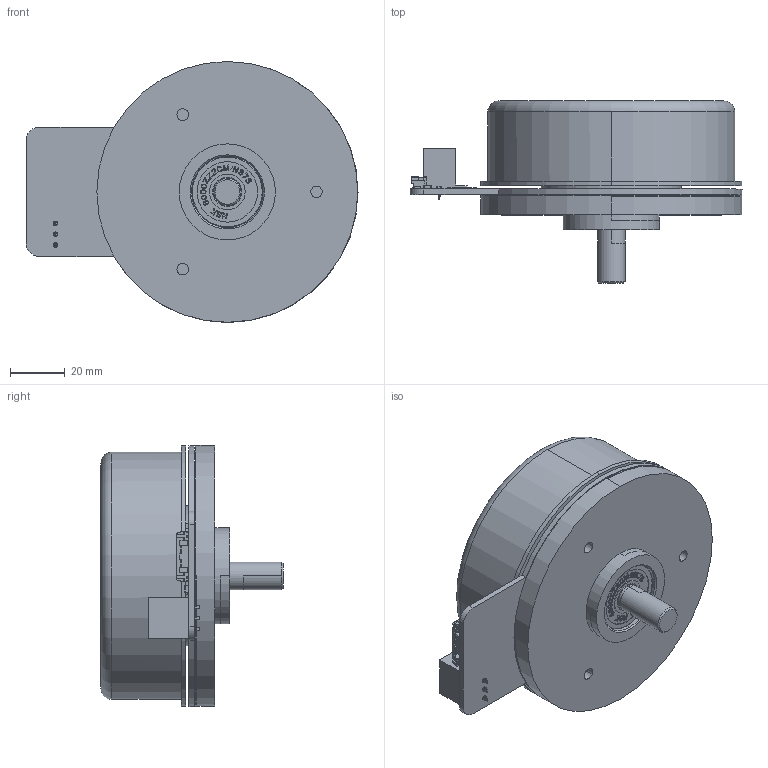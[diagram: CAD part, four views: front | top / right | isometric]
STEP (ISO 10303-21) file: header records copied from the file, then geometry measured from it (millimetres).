
FILE_DESCRIPTION(/* description */ (''),/* implementation_level */ '2;1');
FILE_NAME(/* name */ 'DFA90L048017-E.stp',/* time_stamp */ '2021-02-03T10:05:17+01:00',/* author */ ('angelika.schneid'),/* organization */ (''),/* preprocessor_version */ 'ST-DEVELOPER v17.2',/* originating_system */ 'Autodesk Inventor 2019',/* authorisation */ '');
FILE_SCHEMA (('AUTOMOTIVE_DESIGN { 1 0 10303 214 3 1 1 }'));
Products named in the file (1): FL90BLW42-48V-16170A-EN-3D
Bounding box: 120.91 x 66.4 x 95.07 mm (x, y, z)
Volume: 151427.4 mm3; surface area: 72871.5 mm2
Topology: 2 solids, 2 shells, 2030 faces, 5537 edges, 3380 vertices
Faces by surface type: plane 1361, cylinder 492, sphere 142, cone 16, torus 15, bspline 4
Entity records: 63061 total; most frequent: CARTESIAN_POINT 11468, ORIENTED_EDGE 10888, DIRECTION 10545, EDGE_CURVE 5444, LINE 4335, VECTOR 4335, VERTEX_POINT 3380, AXIS2_PLACEMENT_3D 3105
